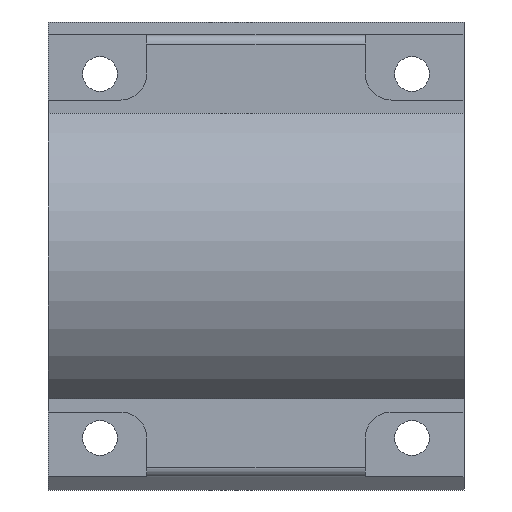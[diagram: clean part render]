
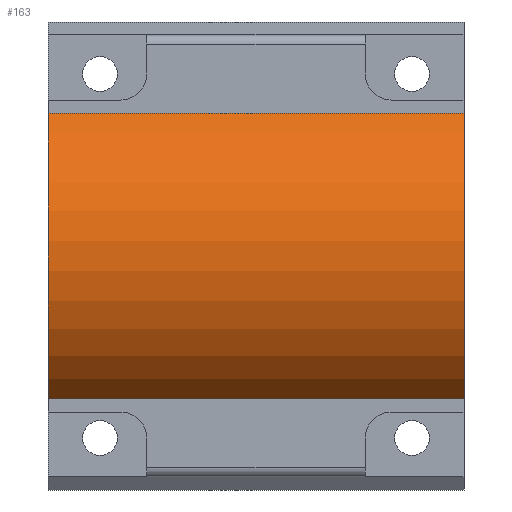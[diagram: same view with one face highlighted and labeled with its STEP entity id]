
A CAD part, front view. The second image highlights one B-rep face of the part: STEP entity #163.
In plain terms, the highlighted cylindrical face has radius 34 mm (diameter 68 mm), a partial arc.
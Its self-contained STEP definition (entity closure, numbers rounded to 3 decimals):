
#163 = ADVANCED_FACE( '', ( #377 ), #378, .T. );
#377 = FACE_OUTER_BOUND( '', #604, .T. );
#378 = CYLINDRICAL_SURFACE( '', #605, 34. );
#604 = EDGE_LOOP( '', ( #1343, #1344, #1345, #1346 ) );
#605 = AXIS2_PLACEMENT_3D( '', #1347, #1348, #1349 );
#1343 = ORIENTED_EDGE( '', *, *, #1650, .T. );
#1344 = ORIENTED_EDGE( '', *, *, #1662, .F. );
#1345 = ORIENTED_EDGE( '', *, *, #1450, .F. );
#1346 = ORIENTED_EDGE( '', *, *, #1663, .T. );
#1347 = CARTESIAN_POINT( '', ( 80., 0., 0. ) );
#1348 = DIRECTION( '', ( 1., 0., 0. ) );
#1349 = DIRECTION( '', ( 0., 0., 1. ) );
#1450 = EDGE_CURVE( '', #1723, #1725, #1726, .T. );
#1650 = EDGE_CURVE( '', #2062, #2060, #2063, .T. );
#1662 = EDGE_CURVE( '', #1725, #2060, #2079, .T. );
#1663 = EDGE_CURVE( '', #1723, #2062, #2080, .T. );
#1723 = VERTEX_POINT( '', #2160 );
#1725 = VERTEX_POINT( '', #2163 );
#1726 = CIRCLE( '', #2164, 34. );
#2060 = VERTEX_POINT( '', #2611 );
#2062 = VERTEX_POINT( '', #2614 );
#2063 = CIRCLE( '', #2615, 34. );
#2079 = LINE( '', #2642, #2643 );
#2080 = LINE( '', #2644, #2645 );
#2160 = CARTESIAN_POINT( '', ( 80., -20., 27.495 ) );
#2163 = CARTESIAN_POINT( '', ( 80., -20., -27.495 ) );
#2164 = AXIS2_PLACEMENT_3D( '', #2702, #2703, #2704 );
#2611 = CARTESIAN_POINT( '', ( 0., -20., -27.495 ) );
#2614 = CARTESIAN_POINT( '', ( 0., -20., 27.495 ) );
#2615 = AXIS2_PLACEMENT_3D( '', #3074, #3075, #3076 );
#2642 = CARTESIAN_POINT( '', ( 80., -20., -27.495 ) );
#2643 = VECTOR( '', #3088, 1000. );
#2644 = CARTESIAN_POINT( '', ( 80., -20., 27.495 ) );
#2645 = VECTOR( '', #3089, 1000. );
#2702 = CARTESIAN_POINT( '', ( 80., 0., 0. ) );
#2703 = DIRECTION( '', ( 1., 0., 0. ) );
#2704 = DIRECTION( '', ( 0., 0., -1. ) );
#3074 = CARTESIAN_POINT( '', ( 0., 0., 0. ) );
#3075 = DIRECTION( '', ( 1., 0., 0. ) );
#3076 = DIRECTION( '', ( 0., 0., -1. ) );
#3088 = DIRECTION( '', ( -1., 0., 0. ) );
#3089 = DIRECTION( '', ( -1., 0., 0. ) );
